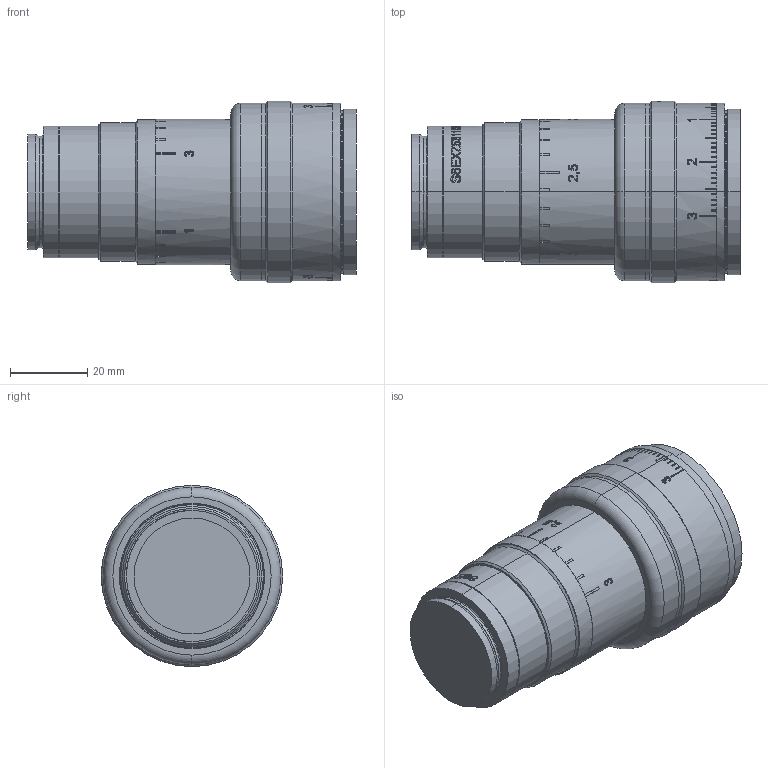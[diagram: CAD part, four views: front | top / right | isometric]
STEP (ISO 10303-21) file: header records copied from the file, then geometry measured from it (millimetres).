
FILE_DESCRIPTION (( 'STEP AP203' ), '1' );
FILE_NAME ('S6EXZ5311_075_01.STEP', '2014-06-18T06:46:52', ( 'poweredge' ), ( 'Hewlett-Packard Company' ), 'SwSTEP 2.0', 'SolidWorks 2014', '' );
FILE_SCHEMA (( 'CONFIG_CONTROL_DESIGN' ));
Length unit declared in the file: millimetre
Products named in the file (1): S6EXZ5311_075_01
Bounding box: 85.18 x 47 x 47 mm (x, y, z)
Volume: 106241.9 mm3; surface area: 15021.8 mm2
Topology: 1 solids, 1 shells, 1043 faces, 2747 edges, 1764 vertices
Faces by surface type: plane 513, bspline 345, cylinder 159, cone 14, torus 12
Entity records: 70757 total; most frequent: CARTESIAN_POINT 46744, ORIENTED_EDGE 5494, DIRECTION 4146, EDGE_CURVE 2747, VERTEX_POINT 1764, AXIS2_PLACEMENT_3D 1396, VECTOR 1354, LINE 1354
